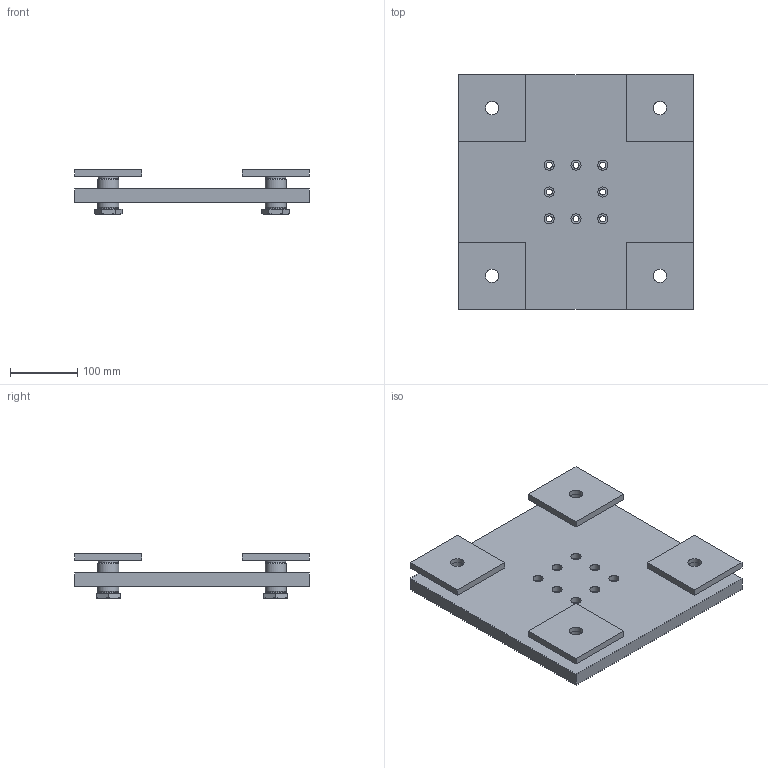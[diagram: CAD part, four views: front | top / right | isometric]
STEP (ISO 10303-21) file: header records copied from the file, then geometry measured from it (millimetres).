
FILE_DESCRIPTION((''),'2;1');
FILE_NAME('SZ0337S_A.stp','2013-08-22T13:10:01',('janine behrens'),(''),'Autodesk Inventor 2012','Autodesk Inventor 2012','');
FILE_SCHEMA(('AUTOMOTIVE_DESIGN { 1 0 10303 214 1 1 1 1 }'));
Length unit declared in the file: millimetre
Products named in the file (4): SZ0337S_A; MK9600337_A; SS3060S_A; SZ0310S-A
Assembly tree (9 placements, depth 2):
  SZ0337S_A
    MK9600337_A
    SS3060S_A  x4
    SZ0310S-A  x4
Bounding box: 350 x 350 x 67 mm (x, y, z)
Volume: 2877816.4 mm3; surface area: 421855.3 mm2
Topology: 9 solids, 9 shells, 166 faces, 356 edges, 224 vertices
Faces by surface type: plane 78, cylinder 44, cone 36, torus 8
Full cylindrical faces by diameter (mm): 9 x8, 15 x8, 20 x8, 30 x8, 30.376 x4, 32 x4, 33 x4
Entity records: 1840 total; most frequent: DIRECTION 318, CARTESIAN_POINT 302, ORIENTED_EDGE 218, AXIS2_PLACEMENT_3D 141, EDGE_LOOP 136, EDGE_CURVE 109, VERTEX_POINT 89, FACE_BOUND 69
